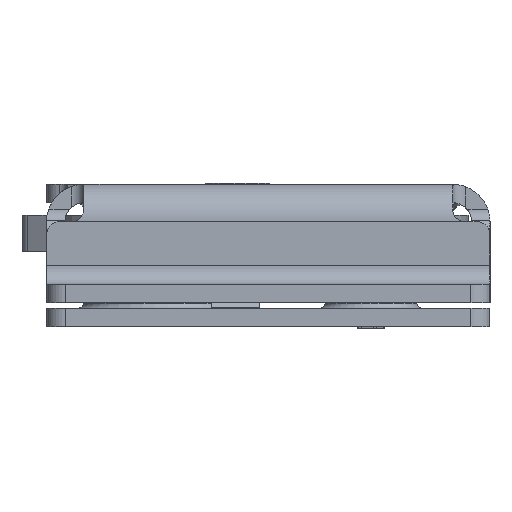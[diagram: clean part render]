
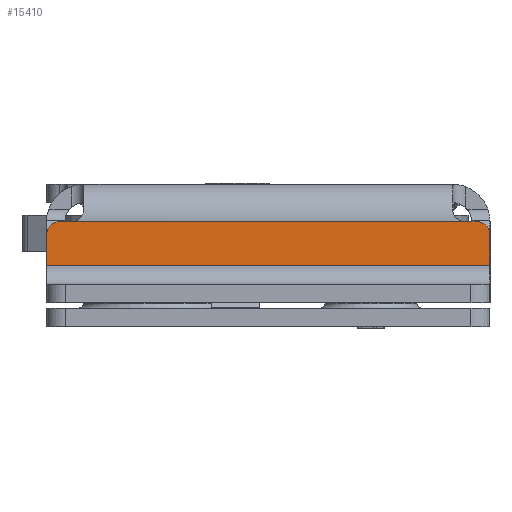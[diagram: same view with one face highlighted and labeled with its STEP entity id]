
A CAD part, left-side view. The second image highlights one B-rep face of the part: STEP entity #15410.
In plain terms, the highlighted planar face has unit normal (-1, 0, 0).
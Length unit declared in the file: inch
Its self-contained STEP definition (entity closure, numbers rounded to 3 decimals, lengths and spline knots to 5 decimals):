
#971=PLANE('',#16434);
#1404=FACE_OUTER_BOUND('',#2303,.T.);
#2303=EDGE_LOOP('',(#10807,#10808,#10809,#10810,#10811,#10812,#10813,#10814));
#3312=CIRCLE('',#16416,0.0625);
#3321=CIRCLE('',#16432,0.0625);
#3862=LINE('',#22444,#5142);
#3900=LINE('',#22870,#5180);
#3907=LINE('',#22897,#5187);
#3936=LINE('',#23072,#5216);
#3938=LINE('',#23081,#5218);
#3939=LINE('',#23082,#5219);
#5142=VECTOR('',#17795,0.3937);
#5180=VECTOR('',#17911,0.3937);
#5187=VECTOR('',#17928,0.3937);
#5216=VECTOR('',#18029,0.3937);
#5218=VECTOR('',#18041,0.3937);
#5219=VECTOR('',#18042,0.3937);
#6489=VERTEX_POINT('',#22432);
#6490=VERTEX_POINT('',#22443);
#6550=VERTEX_POINT('',#22867);
#6554=VERTEX_POINT('',#22893);
#6575=VERTEX_POINT('',#23005);
#6593=VERTEX_POINT('',#23069);
#6594=VERTEX_POINT('',#23071);
#6596=VERTEX_POINT('',#23080);
#8093=EDGE_CURVE('',#6489,#6490,#3862,.T.);
#8177=EDGE_CURVE('',#6489,#6550,#3900,.T.);
#8186=EDGE_CURVE('',#6490,#6554,#3907,.T.);
#8220=EDGE_CURVE('',#6575,#6550,#3312,.T.);
#8244=EDGE_CURVE('',#6593,#6594,#3936,.T.);
#8247=EDGE_CURVE('',#6554,#6593,#3321,.T.);
#8249=EDGE_CURVE('',#6594,#6596,#3938,.T.);
#8250=EDGE_CURVE('',#6596,#6575,#3939,.T.);
#10807=ORIENTED_EDGE('',*,*,#8249,.F.);
#10808=ORIENTED_EDGE('',*,*,#8244,.F.);
#10809=ORIENTED_EDGE('',*,*,#8247,.F.);
#10810=ORIENTED_EDGE('',*,*,#8186,.F.);
#10811=ORIENTED_EDGE('',*,*,#8093,.F.);
#10812=ORIENTED_EDGE('',*,*,#8177,.T.);
#10813=ORIENTED_EDGE('',*,*,#8220,.F.);
#10814=ORIENTED_EDGE('',*,*,#8250,.F.);
#15410=ADVANCED_FACE('',(#1404),#971,.T.);
#16416=AXIS2_PLACEMENT_3D('',#23007,#17989,#17990);
#16432=AXIS2_PLACEMENT_3D('',#23077,#18035,#18036);
#16434=AXIS2_PLACEMENT_3D('',#23079,#18039,#18040);
#17795=DIRECTION('',(0.,-1.,0.));
#17911=DIRECTION('',(0.,1.,0.));
#17928=DIRECTION('',(0.,-1.,0.));
#17989=DIRECTION('center_axis',(1.,0.,0.));
#17990=DIRECTION('ref_axis',(0.,0.707,0.707));
#18029=DIRECTION('',(0.,0.,-1.));
#18035=DIRECTION('center_axis',(1.,0.,0.));
#18036=DIRECTION('ref_axis',(0.,-0.707,0.707));
#18039=DIRECTION('center_axis',(-1.,0.,0.));
#18040=DIRECTION('ref_axis',(0.,0.,
1.));
#18041=DIRECTION('',(0.,1.,0.));
#18042=DIRECTION('',(0.,0.,1.));
#22432=CARTESIAN_POINT('',(-2.45819,0.413,0.42475));
#22443=CARTESIAN_POINT('',(-2.45819,-1.5215,0.42475));
#22444=CARTESIAN_POINT('',(-2.45819,-1.459,0.42475));
#22867=CARTESIAN_POINT('',(-2.45819,0.47175,0.42475));
#22870=CARTESIAN_POINT('',(-2.45819,0.3505,0.42475));
#22893=CARTESIAN_POINT('',(-2.45819,-1.58025,0.42475));
#22897=CARTESIAN_POINT('',(-2.45819,-1.459,0.42475));
#23005=CARTESIAN_POINT('',(-2.45819,0.53425,0.36225));
#23007=CARTESIAN_POINT('Origin',(-2.45819,0.47175,0.36225));
#23069=CARTESIAN_POINT('',(-2.45819,-1.64275,0.36225));
#23071=CARTESIAN_POINT('',(-2.45819,-1.64275,0.21125));
#23072=CARTESIAN_POINT('',(-2.45819,-1.64275,0.32544));
#23077=CARTESIAN_POINT('Origin',(-2.45819,-1.58025,0.36225));
#23079=CARTESIAN_POINT('Origin',(-2.45819,0.53425,0.6085));
#23080=CARTESIAN_POINT('',(-2.45819,0.53425,0.21125));
#23081=CARTESIAN_POINT('',(-2.45819,-0.01,0.21125));
#23082=CARTESIAN_POINT('',(-2.45819,0.53425,0.12681));
